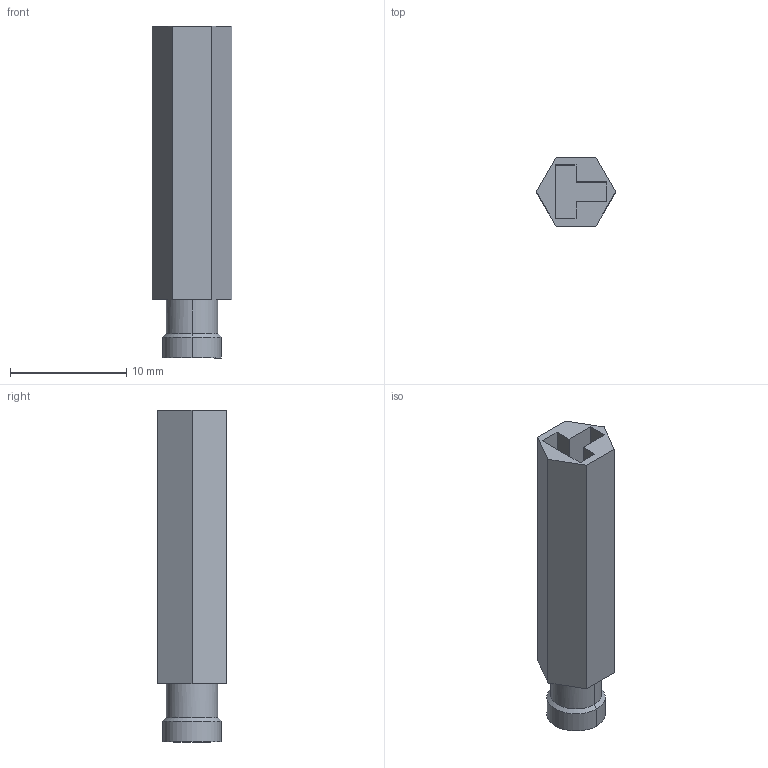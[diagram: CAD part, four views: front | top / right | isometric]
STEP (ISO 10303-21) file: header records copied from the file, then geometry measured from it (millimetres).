
FILE_DESCRIPTION(('Creo Elements/Direct Modeling STEP Export'),'2;1');
FILE_NAME('0ln7tug41jk9ne73344','2016-03-07T 8:38:59',(''),(''),'PTC Creo Elements/Direct Modeling STEP processor for AP214 (Solid Model)','PTC Creo Elements/Direct Modeling 19.0B 21-Mar-2015 (C) Parametric Technology GmbH','');
FILE_SCHEMA(('AUTOMOTIVE_DESIGN { 1 0 10303 214 1 1 1 1 }'));
Length unit declared in the file: millimetre
Products named in the file (2): CR_QF07
Assembly tree (1 placements, depth 2):
  CR_QF07
    CR_QF07
Bounding box: 6.81 x 5.9 x 28.5 mm (x, y, z)
Volume: 628 mm3; surface area: 853.6 mm2
Topology: 1 solids, 1 shells, 24 faces, 58 edges, 38 vertices
Faces by surface type: plane 18, cylinder 4, cone 2
Entity records: 711 total; most frequent: CARTESIAN_POINT 116, ORIENTED_EDGE 116, DIRECTION 108, EDGE_CURVE 58, VECTOR 48, LINE 48, VERTEX_POINT 38, AXIS2_PLACEMENT_3D 30
